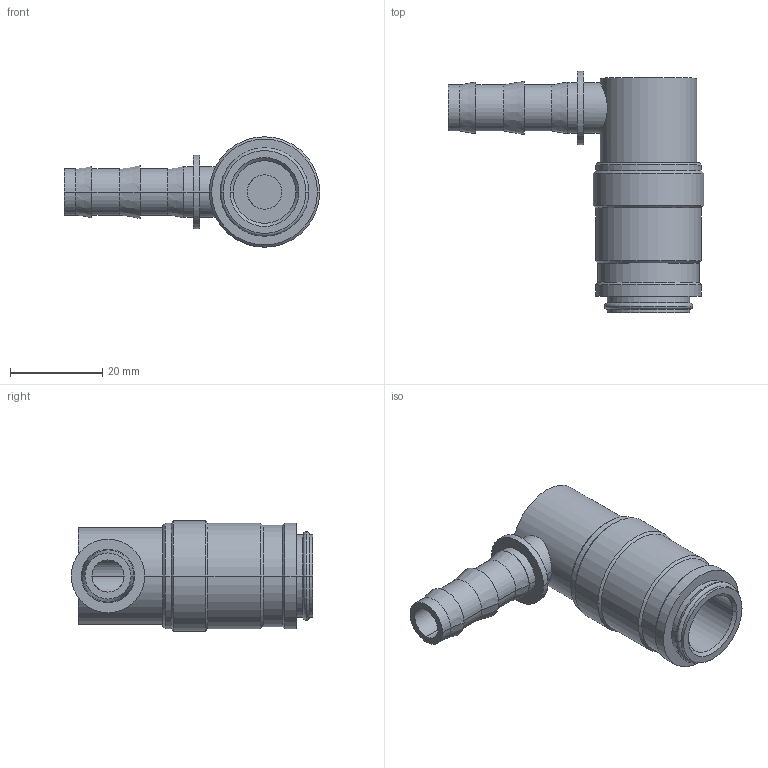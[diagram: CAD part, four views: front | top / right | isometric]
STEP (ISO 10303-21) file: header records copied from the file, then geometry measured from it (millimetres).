
FILE_DESCRIPTION(('STEP AP214'),'1');
FILE_NAME('esd_10_t-90ab.stp','2020-04-22T06:13:05',('TraceParts'),('TraceParts S.A.'),'Spatial InterOp 3D',' ',' ');
FILE_SCHEMA(('automotive_design'));
Length unit declared in the file: millimetre
Products named in the file (1): 1
Bounding box: 55.5 x 52.5 x 24 mm (x, y, z)
Volume: 17138.5 mm3; surface area: 8081.2 mm2
Topology: 1 solids, 1 shells, 68 faces, 141 edges, 83 vertices
Faces by surface type: cylinder 34, cone 18, plane 12, torus 4
Entity records: 2494 total; most frequent: CARTESIAN_POINT 436, DIRECTION 352, ORIENTED_EDGE 282, AXIS2_PLACEMENT_3D 149, EDGE_CURVE 141, VERTEX_POINT 83, CIRCLE 80, EDGE_LOOP 78
